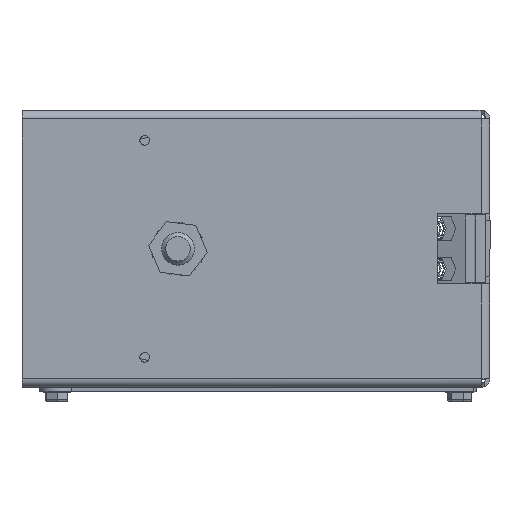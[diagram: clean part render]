
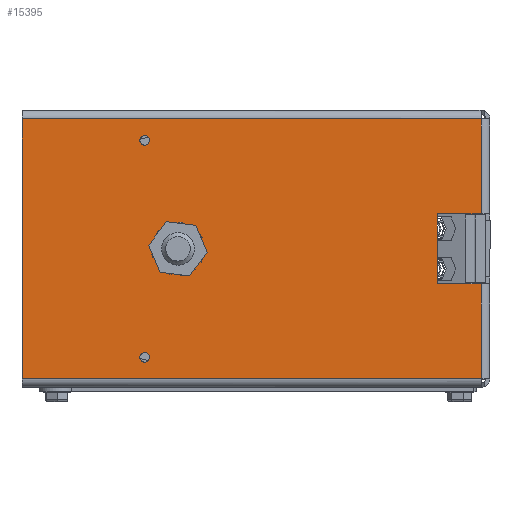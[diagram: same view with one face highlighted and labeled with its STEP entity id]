
A CAD part, front view. The second image highlights one B-rep face of the part: STEP entity #15395.
In plain terms, the highlighted planar face has unit normal (0, -1, 0).
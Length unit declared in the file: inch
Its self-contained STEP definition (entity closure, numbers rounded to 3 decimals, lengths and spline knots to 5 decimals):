
#461=FACE_BOUND('',#2149,.T.);
#462=FACE_BOUND('',#2150,.T.);
#463=FACE_BOUND('',#2151,.T.);
#670=PLANE('',#16613);
#1274=FACE_OUTER_BOUND('',#2148,.T.);
#2148=EDGE_LOOP('',(#10723,#10724,#10725,#10726,#10727,#10728,#10729,#10730,
#10731,#10732,#10733,#10734));
#2149=EDGE_LOOP('',(#10735));
#2150=EDGE_LOOP('',(#10736));
#2151=EDGE_LOOP('',(#10737));
#3226=LINE('',#22548,#4803);
#3235=LINE('',#22580,#4812);
#3236=LINE('',#22582,#4813);
#3237=LINE('',#22584,#4814);
#3238=LINE('',#22586,#4815);
#3239=LINE('',#22588,#4816);
#3240=LINE('',#22590,#4817);
#3241=LINE('',#22592,#4818);
#3242=LINE('',#22594,#4819);
#3243=LINE('',#22596,#4820);
#3244=LINE('',#22598,#4821);
#3245=LINE('',#22599,#4822);
#4803=VECTOR('',#18100,0.3937);
#4812=VECTOR('',#18129,0.3937);
#4813=VECTOR('',#18130,0.3937);
#4814=VECTOR('',#18131,0.3937);
#4815=VECTOR('',#18132,0.3937);
#4816=VECTOR('',#18133,0.3937);
#4817=VECTOR('',#18134,0.3937);
#4818=VECTOR('',#18135,0.3937);
#4819=VECTOR('',#18136,0.3937);
#4820=VECTOR('',#18137,0.3937);
#4821=VECTOR('',#18138,0.3937);
#4822=VECTOR('',#18139,0.3937);
#6389=CIRCLE('',#16614,0.07);
#6390=CIRCLE('',#16615,0.07);
#6391=CIRCLE('',#16616,0.28);
#6928=VERTEX_POINT('',#22545);
#6929=VERTEX_POINT('',#22547);
#6942=VERTEX_POINT('',#22579);
#6943=VERTEX_POINT('',#22581);
#6944=VERTEX_POINT('',#22583);
#6945=VERTEX_POINT('',#22585);
#6946=VERTEX_POINT('',#22587);
#6947=VERTEX_POINT('',#22589);
#6948=VERTEX_POINT('',#22591);
#6949=VERTEX_POINT('',#22593);
#6950=VERTEX_POINT('',#22595);
#6951=VERTEX_POINT('',#22597);
#6952=VERTEX_POINT('',#22600);
#6953=VERTEX_POINT('',#22602);
#6954=VERTEX_POINT('',#22604);
#8429=EDGE_CURVE('',#6929,#6928,#3226,.T.);
#8445=EDGE_CURVE('',#6942,#6928,#3235,.T.);
#8446=EDGE_CURVE('',#6943,#6942,#3236,.T.);
#8447=EDGE_CURVE('',#6943,#6944,#3237,.T.);
#8448=EDGE_CURVE('',#6944,#6945,#3238,.T.);
#8449=EDGE_CURVE('',#6945,#6946,#3239,.T.);
#8450=EDGE_CURVE('',#6946,#6947,#3240,.T.);
#8451=EDGE_CURVE('',#6947,#6948,#3241,.T.);
#8452=EDGE_CURVE('',#6948,#6949,#3242,.T.);
#8453=EDGE_CURVE('',#6949,#6950,#3243,.T.);
#8454=EDGE_CURVE('',#6951,#6950,#3244,.T.);
#8455=EDGE_CURVE('',#6929,#6951,#3245,.T.);
#8456=EDGE_CURVE('',#6952,#6952,#6389,.T.);
#8457=EDGE_CURVE('',#6953,#6953,#6390,.T.);
#8458=EDGE_CURVE('',#6954,#6954,#6391,.T.);
#10723=ORIENTED_EDGE('',*,*,#8429,.T.);
#10724=ORIENTED_EDGE('',*,*,#8445,.F.);
#10725=ORIENTED_EDGE('',*,*,#8446,.F.);
#10726=ORIENTED_EDGE('',*,*,#8447,.T.);
#10727=ORIENTED_EDGE('',*,*,#8448,.T.);
#10728=ORIENTED_EDGE('',*,*,#8449,.T.);
#10729=ORIENTED_EDGE('',*,*,#8450,.T.);
#10730=ORIENTED_EDGE('',*,*,#8451,.T.);
#10731=ORIENTED_EDGE('',*,*,#8452,.T.);
#10732=ORIENTED_EDGE('',*,*,#8453,.T.);
#10733=ORIENTED_EDGE('',*,*,#8454,.F.);
#10734=ORIENTED_EDGE('',*,*,#8455,.F.);
#10735=ORIENTED_EDGE('',*,*,#8456,.T.);
#10736=ORIENTED_EDGE('',*,*,#8457,.T.);
#10737=ORIENTED_EDGE('',*,*,#8458,.T.);
#15395=ADVANCED_FACE('',(#1274,#461,#462,#463),#670,.T.);
#16613=AXIS2_PLACEMENT_3D('',#22578,#18127,#18128);
#16614=AXIS2_PLACEMENT_3D('',#22601,#18140,#18141);
#16615=AXIS2_PLACEMENT_3D('',#22603,#18142,#18143);
#16616=AXIS2_PLACEMENT_3D('',#22605,#18144,#18145);
#18100=DIRECTION('',(0.,0.,-1.));
#18127=DIRECTION('center_axis',(0.,-1.,0.));
#18128=DIRECTION('ref_axis',(0.,0.,-1.));
#18129=DIRECTION('',(-1.,0.,0.));
#18130=DIRECTION('',(0.,0.,-1.));
#18131=DIRECTION('',(-1.,0.,0.));
#18132=DIRECTION('',(0.,0.,1.));
#18133=DIRECTION('',(-1.,0.,0.));
#18134=DIRECTION('',(0.,0.,1.));
#18135=DIRECTION('',(1.,0.,0.));
#18136=DIRECTION('',(0.,0.,1.));
#18137=DIRECTION('',(1.,0.,0.));
#18138=DIRECTION('',(0.,0.,-1.));
#18139=DIRECTION('',(1.,0.,0.));
#18140=DIRECTION('center_axis',(0.,1.,0.));
#18141=DIRECTION('ref_axis',(-1.,0.,0.));
#18142=DIRECTION('center_axis',(0.,1.,0.));
#18143=DIRECTION('ref_axis',(-1.,0.,0.));
#18144=DIRECTION('center_axis',(0.,1.,0.));
#18145=DIRECTION('ref_axis',(-1.,0.,0.));
#22545=CARTESIAN_POINT('',(-6.75,-0.0635,-1.873));
#22547=CARTESIAN_POINT('',(-6.75,-0.0635,1.873));
#22548=CARTESIAN_POINT('',(-6.75,-0.0635,1.));
#22578=CARTESIAN_POINT('Origin',(0.,-0.0635,0.));
#22579=CARTESIAN_POINT('',(-0.127,-0.0635,-1.873));
#22580=CARTESIAN_POINT('',(-0.73947,-0.0635,-1.873));
#22581=CARTESIAN_POINT('',(-0.127,-0.0635,-0.505));
#22582=CARTESIAN_POINT('',(-0.127,-0.0635,0.));
#22583=CARTESIAN_POINT('',(-0.76,-0.0635,-0.505));
#22584=CARTESIAN_POINT('',(0.,-0.0635,-0.505));
#22585=CARTESIAN_POINT('',(-0.76,-0.0635,-0.475));
#22586=CARTESIAN_POINT('',(-0.76,-0.0635,-0.2275));
#22587=CARTESIAN_POINT('',(-0.7635,-0.0635,-0.475));
#22588=CARTESIAN_POINT('',(-0.38175,-0.0635,-0.475));
#22589=CARTESIAN_POINT('',(-0.7635,-0.0635,0.475));
#22590=CARTESIAN_POINT('',(-0.7635,-0.0635,0.2375));
#22591=CARTESIAN_POINT('',(-0.76,-0.0635,0.475));
#22592=CARTESIAN_POINT('',(-0.03175,-0.0635,0.475));
#22593=CARTESIAN_POINT('',(-0.76,-0.0635,0.505));
#22594=CARTESIAN_POINT('',(-0.76,-0.0635,0.2275));
#22595=CARTESIAN_POINT('',(-0.127,-0.0635,0.505));
#22596=CARTESIAN_POINT('',(0.,-0.0635,0.505));
#22597=CARTESIAN_POINT('',(-0.127,-0.0635,1.873));
#22598=CARTESIAN_POINT('',(-0.127,-0.0635,0.));
#22599=CARTESIAN_POINT('',(-0.73947,-0.0635,1.873));
#22600=CARTESIAN_POINT('',(-4.91,-0.0635,1.565));
#22601=CARTESIAN_POINT('Origin',(-4.98,-0.0635,1.565));
#22602=CARTESIAN_POINT('',(-4.91,-0.0635,-1.565));
#22603=CARTESIAN_POINT('Origin',(-4.98,-0.0635,-1.565));
#22604=CARTESIAN_POINT('',(-4.22,-0.0635,0.));
#22605=CARTESIAN_POINT('Origin',(-4.5,-0.0635,0.));
